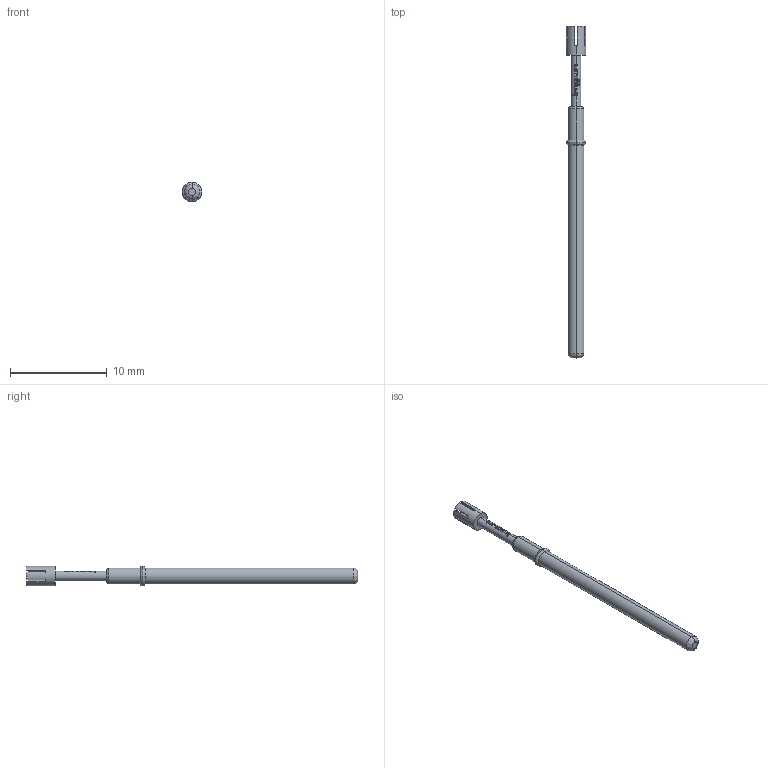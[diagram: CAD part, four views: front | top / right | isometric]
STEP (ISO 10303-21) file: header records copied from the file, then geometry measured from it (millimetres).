
FILE_DESCRIPTION (( 'STEP AP203' ), '1' );
FILE_NAME ('INGUN_GKS-112_319_200_X_xx04_0.STEP', '2016-11-17T13:46:37', ( '' ), ( '' ), 'SwSTEP 2.0', 'SolidWorks 2016', '' );
FILE_SCHEMA (( 'CONFIG_CONTROL_DESIGN' ));
Length unit declared in the file: millimetre
Products named in the file (1): INGUN_GKS-112_319_200_X_xx04_0
Bounding box: 2.03 x 34.3 x 2.03 mm (x, y, z)
Volume: 66.2 mm3; surface area: 192.6 mm2
Topology: 1 solids, 1 shells, 116 faces, 323 edges, 212 vertices
Faces by surface type: plane 56, bspline 28, cylinder 18, cone 14
Entity records: 4752 total; most frequent: CARTESIAN_POINT 1834, ORIENTED_EDGE 646, DIRECTION 531, EDGE_CURVE 323, VERTEX_POINT 212, AXIS2_PLACEMENT_3D 191, LINE 149, VECTOR 149
